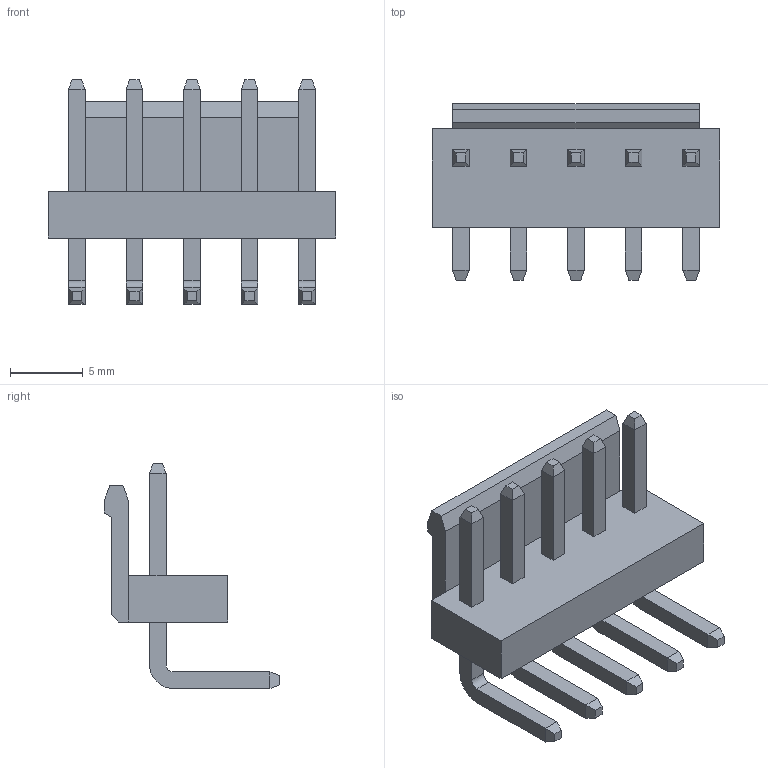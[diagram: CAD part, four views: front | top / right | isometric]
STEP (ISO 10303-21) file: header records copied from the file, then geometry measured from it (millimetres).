
FILE_DESCRIPTION (( 'STEP AP214' ), '1' );
FILE_NAME ('B5PS-VH.STEP', '2023-12-10T21:29:51', ( '' ), ( '' ), 'SwSTEP 2.0', 'SolidWorks 2021', '' );
FILE_SCHEMA (( 'AUTOMOTIVE_DESIGN' ));
Length unit declared in the file: millimetre
Products named in the file (3): pin^BxPS-VH ass; BxPS-VH_5; B5PS-VH
Assembly tree (6 placements, depth 2):
  B5PS-VH
    BxPS-VH_5
    pin^BxPS-VH ass  x5
Bounding box: 19.74 x 12.1 x 15.47 mm (x, y, z)
Volume: 753.2 mm3; surface area: 1289.9 mm2
Topology: 6 solids, 6 shells, 127 faces, 303 edges, 188 vertices
Faces by surface type: plane 117, cylinder 10
Entity records: 1803 total; most frequent: CARTESIAN_POINT 299, ORIENTED_EDGE 286, DIRECTION 275, EDGE_CURVE 143, VECTOR 139, LINE 139, VERTEX_POINT 92, AXIS2_PLACEMENT_3D 68
